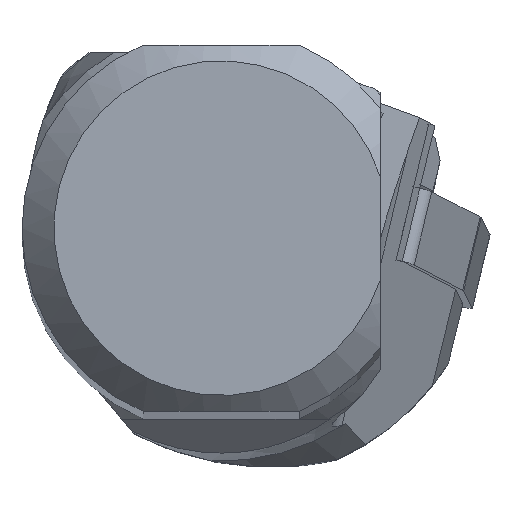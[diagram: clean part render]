
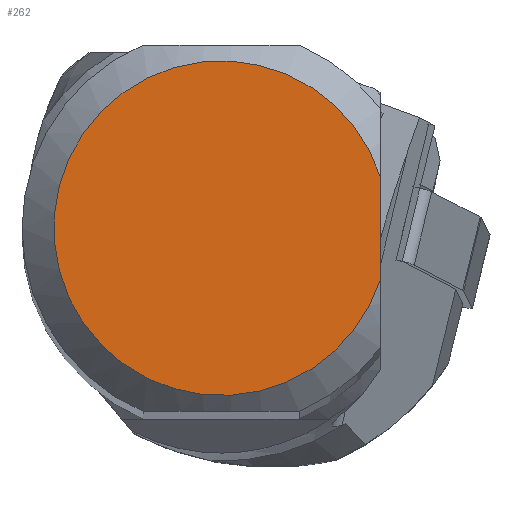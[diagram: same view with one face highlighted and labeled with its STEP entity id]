
A CAD part, top view. The second image highlights one B-rep face of the part: STEP entity #262.
In plain terms, the highlighted planar face has unit normal (0, 0, 1).
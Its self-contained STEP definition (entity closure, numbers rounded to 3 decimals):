
#170=CIRCLE('',#1839,10.5);
#262=ADVANCED_FACE('',(#391),#325,.T.);
#325=PLANE('',#1843);
#391=FACE_OUTER_BOUND('',#474,.T.);
#474=EDGE_LOOP('',(#975,#976));
#566=LINE('',#2641,#698);
#698=VECTOR('',#2051,1.);
#975=ORIENTED_EDGE('',*,*,#1513,.T.);
#976=ORIENTED_EDGE('',*,*,#1557,.T.);
#1339=VERTEX_POINT('',#2640);
#1340=VERTEX_POINT('',#2642);
#1513=EDGE_CURVE('',#1340,#1339,#566,.T.);
#1557=EDGE_CURVE('',#1339,#1340,#170,.T.);
#1839=AXIS2_PLACEMENT_3D('',#2756,#2129,#2130);
#1843=AXIS2_PLACEMENT_3D('',#2764,#2137,#2138);
#2051=DIRECTION('',(0.,1.,0.));
#2129=DIRECTION('',(0.,0.,1.));
#2130=DIRECTION('',(-0.972,0.234,0.));
#2137=DIRECTION('',(0.,0.,1.));
#2138=DIRECTION('',(0.972,-0.234,0.));
#2640=CARTESIAN_POINT('',(10.,3.202,0.));
#2641=CARTESIAN_POINT('',(10.,20.,0.));
#2642=CARTESIAN_POINT('',(10.,-3.202,0.));
#2756=CARTESIAN_POINT('',(0.,0.,
0.));
#2764=CARTESIAN_POINT('',(0.,0.,
0.));
